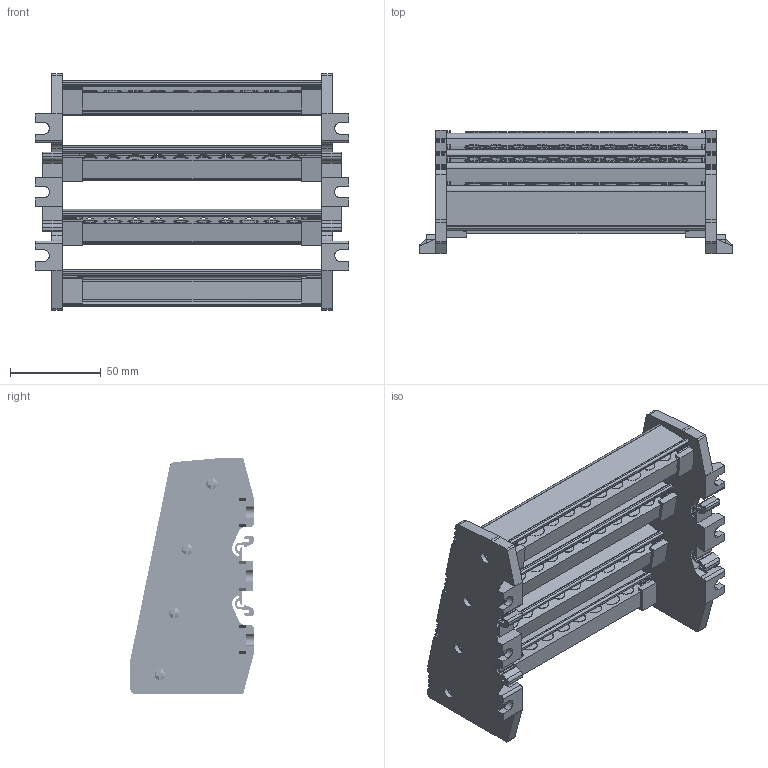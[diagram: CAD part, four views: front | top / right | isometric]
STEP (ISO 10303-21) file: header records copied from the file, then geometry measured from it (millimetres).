
FILE_DESCRIPTION (( 'STEP AP203' ), '1' );
FILE_NAME ('10x15 Dört Kutuplu Daðýtýcý Ünite - 10 Delikli.STEP', '2019-01-10T06:08:06', ( '' ), ( '' ), 'SwSTEP 2.0', 'SolidWorks 2011', '' );
FILE_SCHEMA (( 'CONFIG_CONTROL_DESIGN' ));
Products named in the file (1): 10x15 Dört Kutuplu Daðýtýcý Ünite - 10 Delikli
Bounding box: 172.6 x 68 x 130 mm (x, y, z)
Volume: 212809.4 mm3; surface area: 147438.7 mm2
Topology: 1 solids, 29 shells, 4666 faces, 13079 edges, 8589 vertices
Faces by surface type: plane 1986, cylinder 1520, bspline 864, cone 296
Entity records: 198076 total; most frequent: CARTESIAN_POINT 92502, ORIENTED_EDGE 26086, DIRECTION 15854, EDGE_CURVE 13043, VERTEX_POINT 8589, B_SPLINE_CURVE_WITH_KNOTS 6040, LINE 5478, VECTOR 5478
